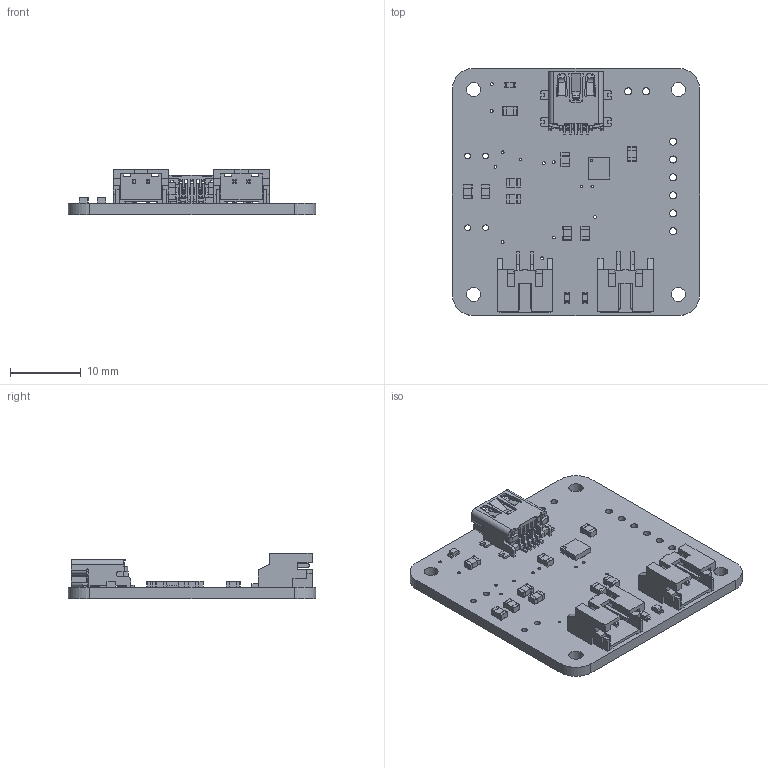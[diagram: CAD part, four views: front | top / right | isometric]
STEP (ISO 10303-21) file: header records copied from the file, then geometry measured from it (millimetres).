
FILE_DESCRIPTION(/* description */ (''),/* implementation_level */ '2;1');
FILE_NAME(/* name */ 'PCB Component.step',/* time_stamp */ '2025-07-08T16:08:13-04:00',/* author */ (''),/* organization */ (''),/* preprocessor_version */ 'ST-DEVELOPER v20.1',/* originating_system */ 'Autodesk Translation Framework v14.10.0.0',/* authorisation */ '');
FILE_SCHEMA (('AUTOMOTIVE_DESIGN { 1 0 10303 214 3 1 1 }'));
Length unit declared in the file: millimetre
Products named in the file (10): PCB Component; Board; MCP73833T-AMI/MF; USB; LOAD_JST; Power-RED; 10uF; PROG; 150K; 10K/THERM
Assembly tree (17 placements, depth 2):
  PCB Component
    Board
    MCP73833T-AMI/MF
    USB
    LOAD_JST  x2
    Power-RED  x3
    10uF  x5
    PROG
    150K  x2
    10K/THERM
Bounding box: 35 x 35 x 6.37 mm (x, y, z)
Volume: 2229.2 mm3; surface area: 4462.3 mm2
Topology: 67 solids, 67 shells, 1731 faces, 4370 edges, 2617 vertices
Faces by surface type: plane 1129, cylinder 420, sphere 144, bspline 30, cone 8
Full cylindrical faces by diameter (mm): 0.35 x2, 0.4 x15, 0.5 x3, 0.813 x4, 1 x10, 2 x4
Entity records: 35587 total; most frequent: CARTESIAN_POINT 6690, ORIENTED_EDGE 5906, DIRECTION 5806, EDGE_CURVE 2953, LINE 2328, VECTOR 2328, VERTEX_POINT 1861, AXIS2_PLACEMENT_3D 1739
